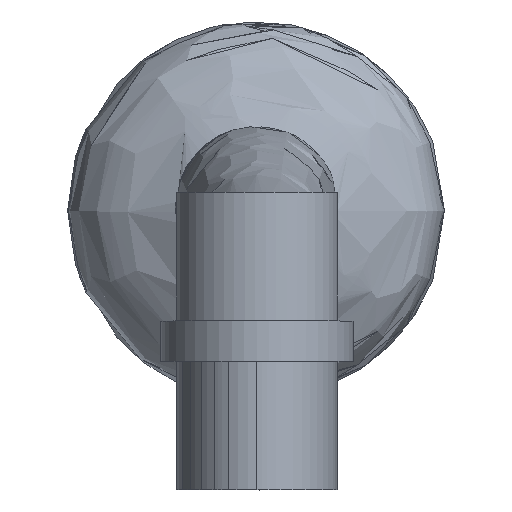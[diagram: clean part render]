
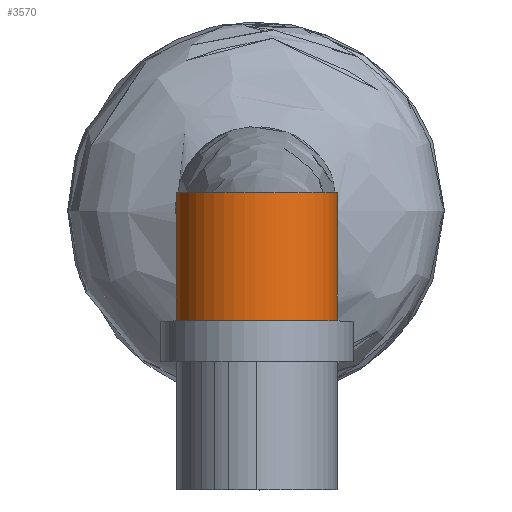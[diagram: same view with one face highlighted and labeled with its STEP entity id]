
A CAD part, top view. The second image highlights one B-rep face of the part: STEP entity #3570.
In plain terms, the highlighted free-form (B-spline) face has degree [2, 1] with [9, 2] control points.
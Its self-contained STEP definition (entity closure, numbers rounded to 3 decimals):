
#3020 = CARTESIAN_POINT ('', (5., -7., 70.));
#3030 = VERTEX_POINT ('', #3020);
#3040 = CARTESIAN_POINT ('', (5., 1., 70.));
#3050 = VERTEX_POINT ('', #3040);
#3060 = CARTESIAN_POINT ('', (5., -7., 70.));
#3070 = CARTESIAN_POINT ('', (5., 1., 70.));
#3080 = B_SPLINE_CURVE_WITH_KNOTS ('', 1, (#3060, #3070), .UNSPECIFIED., .F., .U., (2, 2), (0., 1.), .UNSPECIFIED.);
#3090 = EDGE_CURVE ('', #3030, #3050, #3080, .T.);
#3100 = ORIENTED_EDGE ('', *, *, #3090, .F.);
#3110 = CARTESIAN_POINT ('', (5., -7., 70.));
#3120 = CARTESIAN_POINT ('', (5., -7., 65.));
#3130 = CARTESIAN_POINT ('', (0., -7., 65.));
#3140 = CARTESIAN_POINT ('', (-5., -7., 65.));
#3150 = CARTESIAN_POINT ('', (-5., -7., 70.));
#3160 = CARTESIAN_POINT ('', (-5., -7., 75.));
#3170 = CARTESIAN_POINT ('', (0., -7., 75.));
#3180 = CARTESIAN_POINT ('', (5., -7., 75.));
#3190 = CARTESIAN_POINT ('', (5., -7., 70.));
#3200 = (
   BOUNDED_CURVE ()
   B_SPLINE_CURVE (2, (#3110, #3120, #3130, #3140, #3150, #3160, #3170, #3180, #3190), .UNSPECIFIED., .T., .U.)
   B_SPLINE_CURVE_WITH_KNOTS ((3, 2, 2, 2, 3), (0., 1.571, 3.142, 4.712, 6.283), .UNSPECIFIED.)
   CURVE ()
   GEOMETRIC_REPRESENTATION_ITEM ()
   RATIONAL_B_SPLINE_CURVE ((1., 0.707, 1., 0.707, 1., 0.707, 1., 0.707, 1.))
   REPRESENTATION_ITEM ('')
);
#3210 = EDGE_CURVE ('', #3030, #3030, #3200, .T.);
#3220 = ORIENTED_EDGE ('', *, *, #3210, .T.);
#3230 = ORIENTED_EDGE ('', *, *, #3090, .T.);
#3240 = CARTESIAN_POINT ('', (5., 1., 70.));
#3250 = CARTESIAN_POINT ('', (5., 1., 65.));
#3260 = CARTESIAN_POINT ('', (0., 1., 65.));
#3270 = CARTESIAN_POINT ('', (-5., 1., 65.));
#3280 = CARTESIAN_POINT ('', (-5., 1., 70.));
#3290 = CARTESIAN_POINT ('', (-5., 1., 75.));
#3300 = CARTESIAN_POINT ('', (0., 1., 75.));
#3310 = CARTESIAN_POINT ('', (5., 1., 75.));
#3320 = CARTESIAN_POINT ('', (5., 1., 70.));
#3330 = (
   BOUNDED_CURVE ()
   B_SPLINE_CURVE (2, (#3240, #3250, #3260, #3270, #3280, #3290, #3300, #3310, #3320), .UNSPECIFIED., .T., .U.)
   B_SPLINE_CURVE_WITH_KNOTS ((3, 2, 2, 2, 3), (0., 1.571, 3.142, 4.712, 6.283), .UNSPECIFIED.)
   CURVE ()
   GEOMETRIC_REPRESENTATION_ITEM ()
   RATIONAL_B_SPLINE_CURVE ((1., 0.707, 1., 0.707, 1., 0.707, 1., 0.707, 1.))
   REPRESENTATION_ITEM ('')
);
#3340 = EDGE_CURVE ('', #3050, #3050, #3330, .T.);
#3350 = ORIENTED_EDGE ('', *, *, #3340, .F.);
#3360 = EDGE_LOOP ('', (#3100, #3220, #3230, #3350));
#3370 = FACE_OUTER_BOUND ('', #3360, .T.);
#3380 = CARTESIAN_POINT ('', (5., -7., 70.));
#3390 = CARTESIAN_POINT ('', (5., 1., 70.));
#3400 = CARTESIAN_POINT ('', (5., -7., 65.));
#3410 = CARTESIAN_POINT ('', (5., 1., 65.));
#3420 = CARTESIAN_POINT ('', (0., -7., 65.));
#3430 = CARTESIAN_POINT ('', (0., 1., 65.));
#3440 = CARTESIAN_POINT ('', (-5., -7., 65.));
#3450 = CARTESIAN_POINT ('', (-5., 1., 65.));
#3460 = CARTESIAN_POINT ('', (-5., -7., 70.));
#3470 = CARTESIAN_POINT ('', (-5., 1., 70.));
#3480 = CARTESIAN_POINT ('', (-5., -7., 75.));
#3490 = CARTESIAN_POINT ('', (-5., 1., 75.));
#3500 = CARTESIAN_POINT ('', (0., -7., 75.));
#3510 = CARTESIAN_POINT ('', (0., 1., 75.));
#3520 = CARTESIAN_POINT ('', (5., -7., 75.));
#3530 = CARTESIAN_POINT ('', (5., 1., 75.));
#3540 = CARTESIAN_POINT ('', (5., -7., 70.));
#3550 = CARTESIAN_POINT ('', (5., 1., 70.));
#3560 = (
   BOUNDED_SURFACE ()
   B_SPLINE_SURFACE (2, 1, ((#3380, #3390), (#3400, #3410), (#3420, #3430), (#3440, #3450), (#3460, #3470), (#3480, #3490), (#3500, #3510), (#3520, #3530), (#3540, #3550)), .UNSPECIFIED., .T., .F., .U.)
   B_SPLINE_SURFACE_WITH_KNOTS ((3, 2, 2, 2, 3), (2, 2), (0., 0.25, 0.5, 0.75, 1.), (0., 1.), .UNSPECIFIED.)
   SURFACE ()
   GEOMETRIC_REPRESENTATION_ITEM ()
   RATIONAL_B_SPLINE_SURFACE (((1., 1.), (0.707, 0.707), (1., 1.), (0.707, 0.707), (1., 1.), (0.707, 0.707), (1., 1.), (0.707, 0.707), (1., 1.)))
   REPRESENTATION_ITEM ('')
);
#3570 = ADVANCED_FACE ('', (#3370), #3560, .T.);
